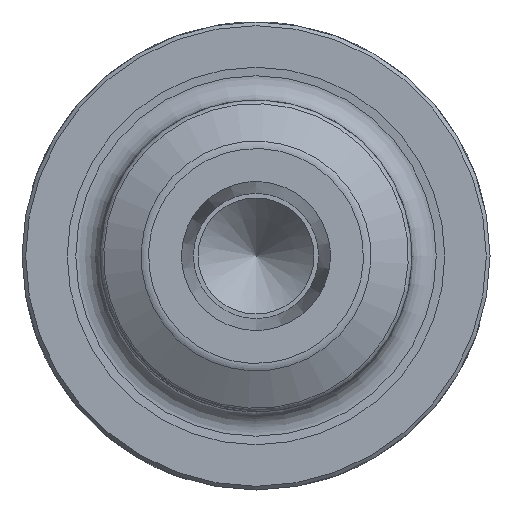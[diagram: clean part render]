
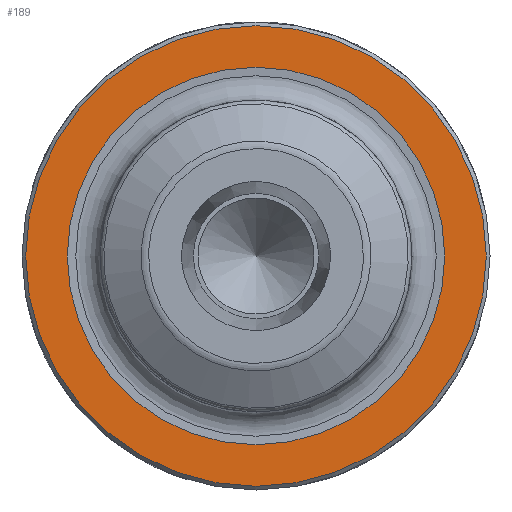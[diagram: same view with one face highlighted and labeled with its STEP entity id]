
A CAD part, left-side view. The second image highlights one B-rep face of the part: STEP entity #189.
In plain terms, the highlighted planar face has unit normal (-1, 0, 0).
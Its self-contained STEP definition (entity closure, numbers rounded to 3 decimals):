
#189=ADVANCED_FACE('',(#279,#280),#224,.T.);
#224=PLANE('',#818);
#279=FACE_BOUND('',#368,.T.);
#280=FACE_BOUND('',#369,.T.);
#368=EDGE_LOOP('',(#536));
#369=EDGE_LOOP('',(#537));
#536=ORIENTED_EDGE('',*,*,#708,.F.);
#537=ORIENTED_EDGE('',*,*,#707,.T.);
#622=VERTEX_POINT('',#2014);
#623=VERTEX_POINT('',#2017);
#707=EDGE_CURVE('',#622,#622,#736,.T.);
#708=EDGE_CURVE('',#623,#623,#737,.T.);
#736=CIRCLE('',#815,31.);
#737=CIRCLE('',#817,25.404);
#815=AXIS2_PLACEMENT_3D('',#2013,#980,#981);
#817=AXIS2_PLACEMENT_3D('',#2016,#984,#985);
#818=AXIS2_PLACEMENT_3D('',#2018,#986,#987);
#980=DIRECTION('',(-1.,0.,0.));
#981=DIRECTION('',(0.,0.,-1.));
#984=DIRECTION('',(-1.,0.,0.));
#985=DIRECTION('',(0.,0.,-1.));
#986=DIRECTION('',(-1.,0.,0.));
#987=DIRECTION('',(0.,0.,1.));
#2013=CARTESIAN_POINT('',(26.,0.,0.));
#2014=CARTESIAN_POINT('',(26.,0.,-31.));
#2016=CARTESIAN_POINT('',(26.,0.,0.));
#2017=CARTESIAN_POINT('',(26.,0.,-25.404));
#2018=CARTESIAN_POINT('',(26.,31.,0.));
